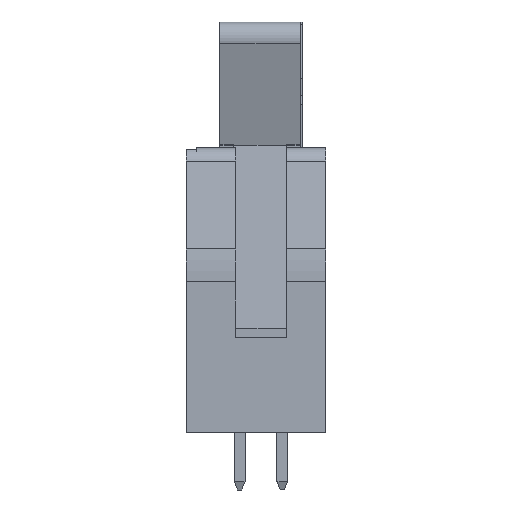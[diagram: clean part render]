
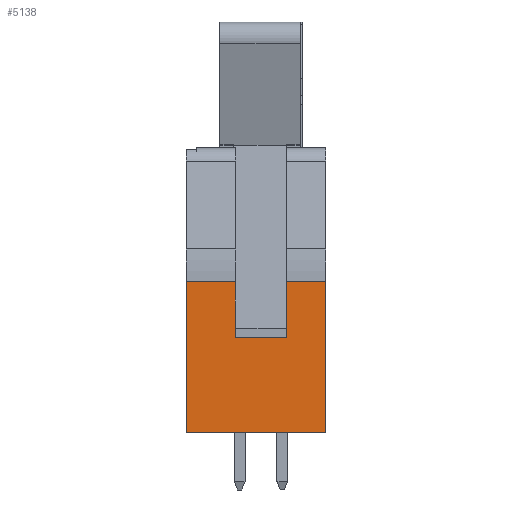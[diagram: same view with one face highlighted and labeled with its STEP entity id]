
A CAD part, left-side view. The second image highlights one B-rep face of the part: STEP entity #5138.
In plain terms, the highlighted planar face has unit normal (-1, 0, 0).
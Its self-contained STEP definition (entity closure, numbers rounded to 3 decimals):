
#690=ORIENTED_EDGE('',*,*,#2059,.T.);
#691=ORIENTED_EDGE('',*,*,#1982,.T.);
#692=ORIENTED_EDGE('',*,*,#2016,.F.);
#693=ORIENTED_EDGE('',*,*,#1923,.F.);
#694=ORIENTED_EDGE('',*,*,#1685,.T.);
#695=ORIENTED_EDGE('',*,*,#2060,.T.);
#696=ORIENTED_EDGE('',*,*,#2061,.F.);
#697=ORIENTED_EDGE('',*,*,#2062,.F.);
#1685=EDGE_CURVE('',#2427,#2426,#2915,.T.);
#1923=EDGE_CURVE('',#2427,#2634,#3134,.T.);
#1982=EDGE_CURVE('',#2677,#2678,#3182,.T.);
#2016=EDGE_CURVE('',#2634,#2678,#3209,.T.);
#2059=EDGE_CURVE('',#2723,#2677,#3249,.T.);
#2060=EDGE_CURVE('',#2426,#2724,#3250,.T.);
#2061=EDGE_CURVE('',#2725,#2724,#3251,.T.);
#2062=EDGE_CURVE('',#2723,#2725,#3252,.T.);
#2426=VERTEX_POINT('',#7066);
#2427=VERTEX_POINT('',#7068);
#2634=VERTEX_POINT('',#7552);
#2677=VERTEX_POINT('',#7664);
#2678=VERTEX_POINT('',#7666);
#2723=VERTEX_POINT('',#7814);
#2724=VERTEX_POINT('',#7816);
#2725=VERTEX_POINT('',#7818);
#2915=LINE('',#7067,#3592);
#3134=LINE('',#7551,#3811);
#3182=LINE('',#7667,#3859);
#3209=LINE('',#7729,#3886);
#3249=LINE('',#7813,#3926);
#3250=LINE('',#7815,#3927);
#3251=LINE('',#7817,#3928);
#3252=LINE('',#7819,#3929);
#3592=VECTOR('',#5711,1000.);
#3811=VECTOR('',#6046,1000.);
#3859=VECTOR('',#6140,1000.);
#3886=VECTOR('',#6199,1000.);
#3926=VECTOR('',#6277,1000.);
#3927=VECTOR('',#6278,1000.);
#3928=VECTOR('',#6279,1000.);
#3929=VECTOR('',#6280,1000.);
#4340=EDGE_LOOP('',(#690,#691,#692,#693,#694,#695,#696,#697));
#4633=FACE_BOUND('',#4340,.T.);
#4902=PLANE('',#5470);
#5138=ADVANCED_FACE('',(#4633),#4902,.T.);
#5470=AXIS2_PLACEMENT_3D('',#7812,#6275,#6276);
#5711=DIRECTION('',(0.,0.,1.));
#6046=DIRECTION('',(0.,1.,0.));
#6140=DIRECTION('',(0.,1.,0.));
#6199=DIRECTION('',(0.,0.,1.));
#6275=DIRECTION('',(-1.,0.,0.));
#6276=DIRECTION('',(0.,0.,1.));
#6277=DIRECTION('',(0.,0.,1.));
#6278=DIRECTION('',(0.,1.,0.));
#6279=DIRECTION('',(0.,0.,1.));
#6280=DIRECTION('',(0.,-1.,0.));
#7066=CARTESIAN_POINT('',(-18.64,-4.15,4.01));
#7067=CARTESIAN_POINT('',(-18.64,-4.15,-5.));
#7068=CARTESIAN_POINT('',(-18.64,-4.15,-5.));
#7551=CARTESIAN_POINT('',(-18.64,-4.15,-5.));
#7552=CARTESIAN_POINT('',(-18.64,4.15,-5.));
#7664=CARTESIAN_POINT('',(-18.64,1.225,4.01));
#7666=CARTESIAN_POINT('',(-18.64,4.15,4.01));
#7667=CARTESIAN_POINT('',(-18.64,-4.15,4.01));
#7729=CARTESIAN_POINT('',(-18.64,4.15,-5.));
#7812=CARTESIAN_POINT('',(-18.64,-4.15,-5.));
#7813=CARTESIAN_POINT('',(-18.64,1.225,0.7));
#7814=CARTESIAN_POINT('',(-18.64,1.225,0.7));
#7815=CARTESIAN_POINT('',(-18.64,-4.15,4.01));
#7816=CARTESIAN_POINT('',(-18.64,-1.825,4.01));
#7817=CARTESIAN_POINT('',(-18.64,-1.825,0.7));
#7818=CARTESIAN_POINT('',(-18.64,-1.825,0.7));
#7819=CARTESIAN_POINT('',(-18.64,1.225,0.7));
